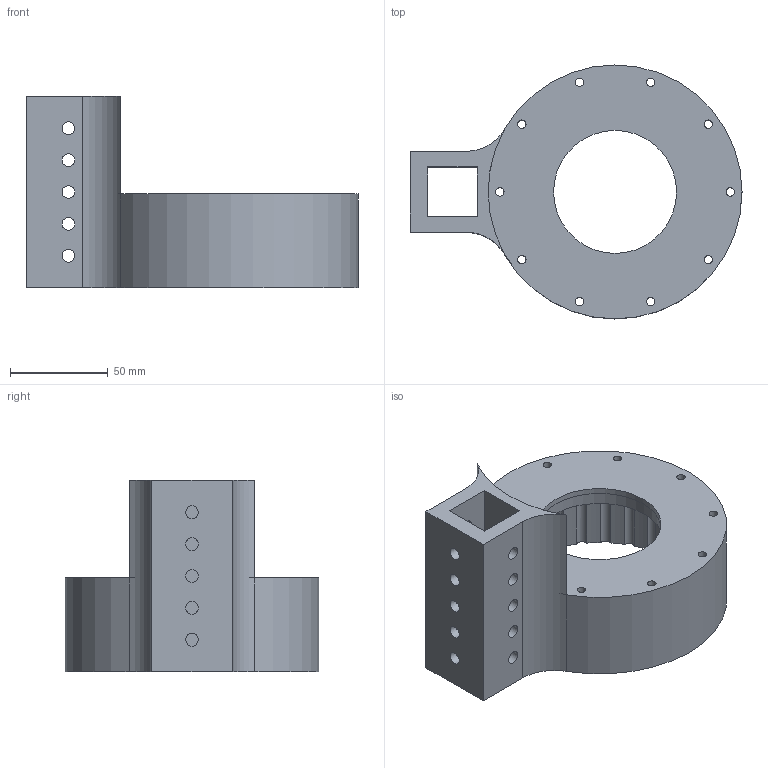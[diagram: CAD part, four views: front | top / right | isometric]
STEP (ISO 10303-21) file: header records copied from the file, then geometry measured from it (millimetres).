
FILE_DESCRIPTION(/* description */ ('STEP AP242','CAx-IF Rec.Pracs.---Representation and Presentation of Product Manufacturing Information (PMI)---4.0---2014-10-13','CAx-IF Rec.Pracs.---3D Tessellated Geometry---0.4---2014-09-14','2;1'),/* implementation_level */ '2;1');
FILE_NAME(/* name */ '68780c1e083bfa6ea4fab45a',/* time_stamp */ '2025-07-16T20:31:26Z',/* author */ (''),/* organization */ (''),/* preprocessor_version */ 'ST-DEVELOPER v20',/* originating_system */ 'ONSHAPE BY PTC INC, 1.200',/* authorisation */ ' ');
FILE_SCHEMA (('AP242_MANAGED_MODEL_BASED_3D_ENGINEERING_MIM_LF { 1 0 10303 442 1 1 4 }'));
Length unit declared in the file: metre
Products named in the file (1): Upper Housing
Bounding box: 170 x 130 x 98 mm (x, y, z)
Volume: 376246.2 mm3; surface area: 93330 mm2
Topology: 1 solids, 1 shells, 121 faces, 365 edges, 248 vertices
Faces by surface type: cylinder 83, plane 38
Full cylindrical faces by diameter (mm): 4.3 x10, 6 x26, 6.528 x15, 63 x1, 65 x1
Entity records: 3710 total; most frequent: DIRECTION 706, CARTESIAN_POINT 598, ORIENTED_EDGE 540, AXIS2_PLACEMENT_3D 314, EDGE_CURVE 270, EDGE_LOOP 230, FACE_BOUND 230, VERTEX_POINT 206
